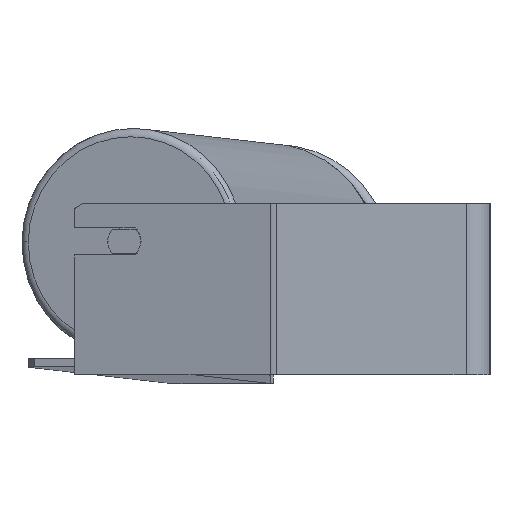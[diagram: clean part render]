
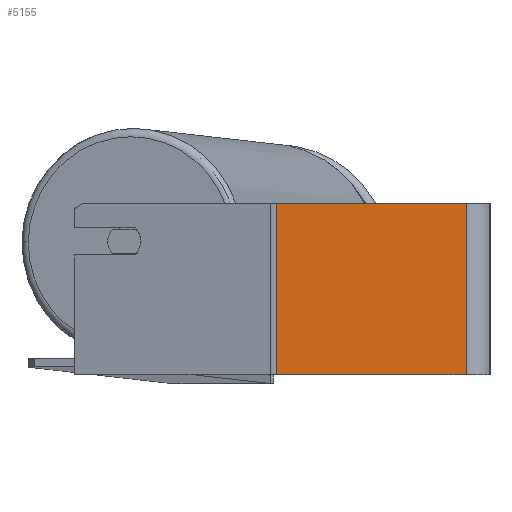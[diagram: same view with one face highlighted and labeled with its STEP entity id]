
A CAD part, left-side view. The second image highlights one B-rep face of the part: STEP entity #5155.
In plain terms, the highlighted planar face has unit normal (-1, 0, 0).
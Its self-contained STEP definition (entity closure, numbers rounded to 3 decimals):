
#3 = VECTOR ( 'NONE', #1403, 1000. ) ;
#127 = EDGE_CURVE ( 'NONE', #6410, #7939, #6258, .T. ) ;
#966 = LINE ( 'NONE', #2512, #8138 ) ;
#1179 = DIRECTION ( 'NONE',  ( 0., 0., -1. ) ) ;
#1403 = DIRECTION ( 'NONE',  ( 0., 0., -1. ) ) ;
#1730 = EDGE_CURVE ( 'NONE', #7579, #7631, #8605, .T. ) ;
#1731 = EDGE_CURVE ( 'NONE', #6410, #7579, #966, .T. ) ;
#2097 = CARTESIAN_POINT ( 'NONE',  ( -535., 126.573, -50. ) ) ;
#2512 = CARTESIAN_POINT ( 'NONE',  ( -535., 126.573, 50. ) ) ;
#2773 = FACE_OUTER_BOUND ( 'NONE', #7461, .T. ) ;
#3570 = CARTESIAN_POINT ( 'NONE',  ( -535., 124.73, 50. ) ) ;
#3663 = VECTOR ( 'NONE', #7082, 1000. ) ;
#4377 = AXIS2_PLACEMENT_3D ( 'NONE', #5566, #8305, #4744 ) ;
#4392 = CARTESIAN_POINT ( 'NONE',  ( -535., 14., 50. ) ) ;
#4744 = DIRECTION ( 'NONE',  ( 0., 0., -1. ) ) ;
#4865 = ORIENTED_EDGE ( 'NONE', *, *, #1731, .F. ) ;
#5155 = ADVANCED_FACE ( 'NONE', ( #2773 ), #6112, .F. ) ;
#5566 = CARTESIAN_POINT ( 'NONE',  ( -535., 126.573, 50. ) ) ;
#5912 = ORIENTED_EDGE ( 'NONE', *, *, #127, .T. ) ;
#6085 = ORIENTED_EDGE ( 'NONE', *, *, #1730, .F. ) ;
#6112 = PLANE ( 'NONE',  #4377 ) ;
#6258 = LINE ( 'NONE', #6440, #3 ) ;
#6286 = ORIENTED_EDGE ( 'NONE', *, *, #7269, .T. ) ;
#6410 = VERTEX_POINT ( 'NONE', #3570 ) ;
#6426 = CARTESIAN_POINT ( 'NONE',  ( -535., 124.73, -50. ) ) ;
#6440 = CARTESIAN_POINT ( 'NONE',  ( -535., 124.73, 50. ) ) ;
#6497 = LINE ( 'NONE', #2097, #3663 ) ;
#6527 = VECTOR ( 'NONE', #1179, 1000. ) ;
#6718 = DIRECTION ( 'NONE',  ( 0., -1., 0. ) ) ;
#7082 = DIRECTION ( 'NONE',  ( 0., -1., 0. ) ) ;
#7223 = CARTESIAN_POINT ( 'NONE',  ( -535., 14., 50. ) ) ;
#7269 = EDGE_CURVE ( 'NONE', #7939, #7631, #6497, .T. ) ;
#7461 = EDGE_LOOP ( 'NONE', ( #6286, #6085, #4865, #5912 ) ) ;
#7579 = VERTEX_POINT ( 'NONE', #4392 ) ;
#7631 = VERTEX_POINT ( 'NONE', #8502 ) ;
#7939 = VERTEX_POINT ( 'NONE', #6426 ) ;
#8138 = VECTOR ( 'NONE', #6718, 1000. ) ;
#8305 = DIRECTION ( 'NONE',  ( 1., 0., 0. ) ) ;
#8502 = CARTESIAN_POINT ( 'NONE',  ( -535., 14., -50. ) ) ;
#8605 = LINE ( 'NONE', #7223, #6527 ) ;
